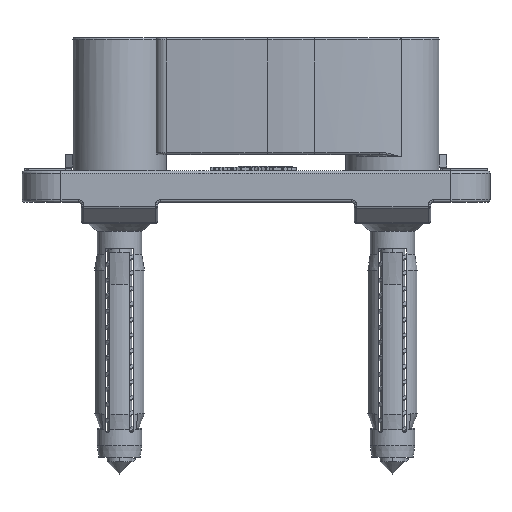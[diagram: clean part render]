
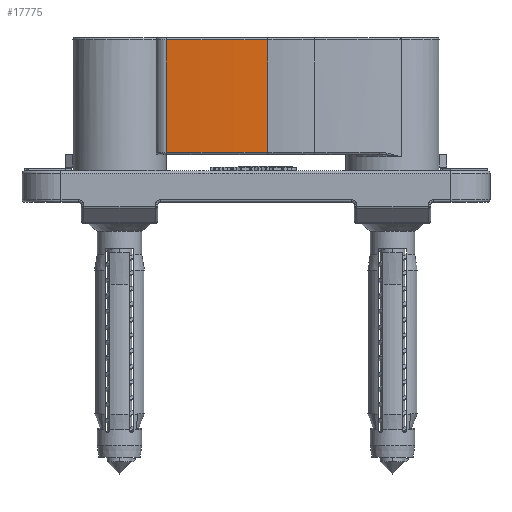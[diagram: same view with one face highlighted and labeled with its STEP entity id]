
A CAD part, front view. The second image highlights one B-rep face of the part: STEP entity #17775.
In plain terms, the highlighted cylindrical face has radius 128.5 mm (diameter 257 mm), a partial arc.
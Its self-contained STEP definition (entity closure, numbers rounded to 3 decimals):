
#1408=FACE_OUTER_BOUND('',#2364,.T.);
#2364=EDGE_LOOP('',(#12290,#12291,#12292,#12293));
#3379=CIRCLE('',#18784,128.5);
#3404=CIRCLE('',#18820,128.5);
#4635=LINE('',#28549,#5834);
#4636=LINE('',#28551,#5835);
#5834=VECTOR('',#21610,10.);
#5835=VECTOR('',#21613,10.);
#7126=VERTEX_POINT('',#28033);
#7128=VERTEX_POINT('',#28039);
#7142=VERTEX_POINT('',#28121);
#7143=VERTEX_POINT('',#28128);
#9043=EDGE_CURVE('',#7128,#7126,#3379,.T.);
#9072=EDGE_CURVE('',#7143,#7142,#3404,.T.);
#9282=EDGE_CURVE('',#7142,#7128,#4635,.T.);
#9283=EDGE_CURVE('',#7143,#7126,#4636,.T.);
#12290=ORIENTED_EDGE('',*,*,#9043,.F.);
#12291=ORIENTED_EDGE('',*,*,#9282,.F.);
#12292=ORIENTED_EDGE('',*,*,#9072,.F.);
#12293=ORIENTED_EDGE('',*,*,#9283,.T.);
#17574=CYLINDRICAL_SURFACE('',#19036,128.5);
#17775=ADVANCED_FACE('',(#1408),#17574,.T.);
#18784=AXIS2_PLACEMENT_3D('',#28041,#21099,#21100);
#18820=AXIS2_PLACEMENT_3D('',#28130,#21173,#21174);
#19036=AXIS2_PLACEMENT_3D('',#28550,#21611,#21612);
#21099=DIRECTION('center_axis',(0.,0.,
-1.));
#21100=DIRECTION('ref_axis',(-0.074,-0.997,0.));
#21173=DIRECTION('center_axis',(0.,0.,
1.));
#21174=DIRECTION('ref_axis',(-0.074,-0.997,0.));
#21610=DIRECTION('',(0.,0.,-1.));
#21611=DIRECTION('center_axis',(0.,0.,
-1.));
#21612=DIRECTION('ref_axis',(-0.125,-0.992,0.));
#21613=DIRECTION('',(0.,0.,-1.));
#28033=CARTESIAN_POINT('',(18.5,6.3,6.4));
#28039=CARTESIAN_POINT('',(31.483,5.335,6.4));
#28041=CARTESIAN_POINT('Origin',(34.5,133.8,6.4));
#28121=CARTESIAN_POINT('',(31.483,5.335,20.8));
#28128=CARTESIAN_POINT('',(18.5,6.3,20.8));
#28130=CARTESIAN_POINT('Origin',(34.5,133.8,20.8));
#28549=CARTESIAN_POINT('',(31.483,5.335,21.1));
#28550=CARTESIAN_POINT('Origin',(34.5,133.8,21.1));
#28551=CARTESIAN_POINT('',(18.5,6.3,21.1));
